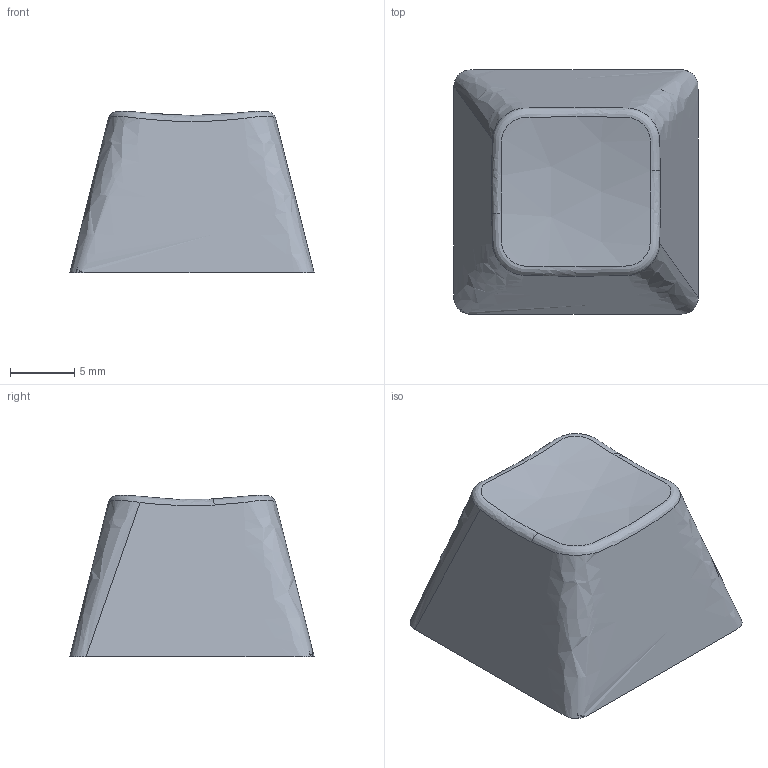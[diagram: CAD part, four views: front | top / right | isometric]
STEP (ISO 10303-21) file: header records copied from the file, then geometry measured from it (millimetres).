
FILE_DESCRIPTION(/* description */ ('Designed by EasyEDA Pro'),/* implementation_level */ '2;1');
FILE_NAME(/* name */ 'Keycaps.step',/* time_stamp */ '2025-07-10T15:07:00+05:30',/* author */ (''),/* organization */ (''),/* preprocessor_version */ 'ST-DEVELOPER v20.1',/* originating_system */ 'Autodesk Translation Framework v14.10.0.0',/* authorisation */ '');
FILE_SCHEMA (('AUTOMOTIVE_DESIGN { 1 0 10303 214 3 1 1 }'));
Length unit declared in the file: millimetre
Products named in the file (2): Open CASCADE STEP translator 7.8 1; keycap_dsa_signatureplastics_r3
Assembly tree (1 placements, depth 2):
  Open CASCADE STEP translator 7.8 1
    keycap_dsa_signatureplastics_r3
Bounding box: 19.05 x 19.05 x 12.58 mm (x, y, z)
Volume: 752.2 mm3; surface area: 2133.8 mm2
Topology: 1 solids, 1 shells, 30 faces, 87 edges, 58 vertices
Faces by surface type: plane 18, bspline 4, cone 4, sphere 3, cylinder 1
Full cylindrical faces by diameter (mm): 5.512 x1
Entity records: 2783 total; most frequent: CARTESIAN_POINT 1948, ORIENTED_EDGE 166, DIRECTION 153, EDGE_CURVE 83, VERTEX_POINT 58, AXIS2_PLACEMENT_3D 55, LINE 43, VECTOR 43
